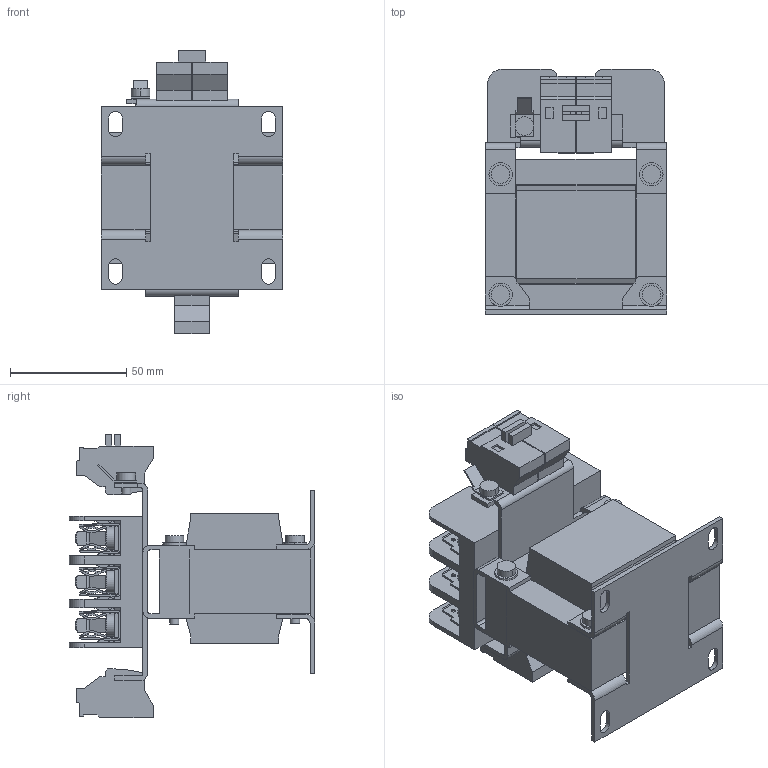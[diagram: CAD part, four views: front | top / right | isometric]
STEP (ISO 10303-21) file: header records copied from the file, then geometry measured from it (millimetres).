
FILE_DESCRIPTION (( 'STEP AP203' ), '1' );
FILE_NAME ('CT-007-048-12-1.step', '2024-10-31T17:01:06', ( '' ), ( '' ), 'SwSTEP 2.0', 'SolidWorks 2023', '' );
FILE_SCHEMA (( 'CONFIG_CONTROL_DESIGN' ));
Products named in the file (1): CT-007-048-12-1
Bounding box: 78 x 105.75 x 122 mm (x, y, z)
Volume: 309098.9 mm3; surface area: 101936.5 mm2
Topology: 2 solids, 8 shells, 1636 faces, 4839 edges, 3180 vertices
Faces by surface type: plane 1086, cylinder 520, cone 24, bspline 6
Entity records: 57108 total; most frequent: CARTESIAN_POINT 13020, ORIENTED_EDGE 9678, DIRECTION 8701, EDGE_CURVE 4839, LINE 3263, VECTOR 3263, VERTEX_POINT 3180, AXIS2_PLACEMENT_3D 2719
